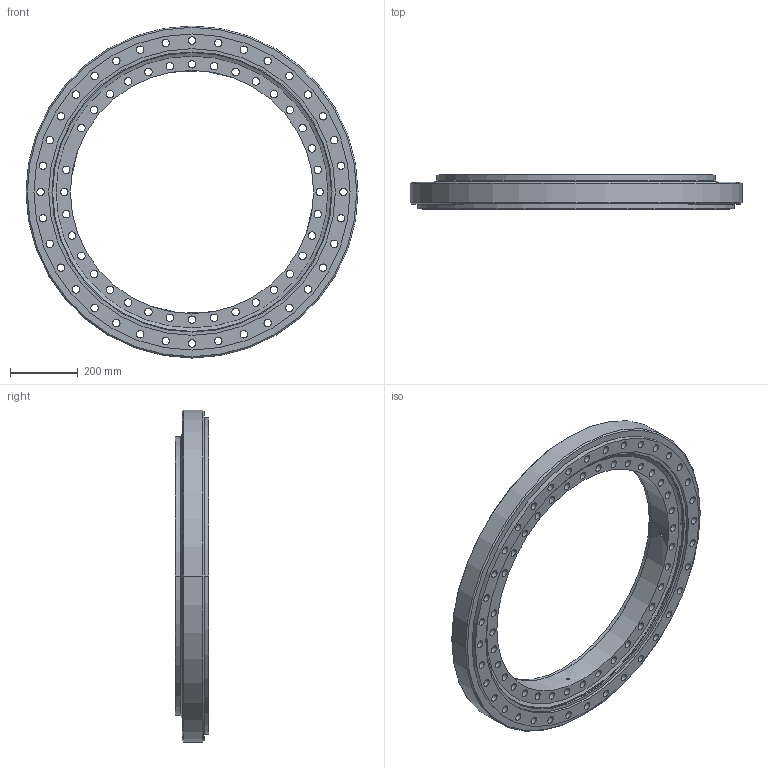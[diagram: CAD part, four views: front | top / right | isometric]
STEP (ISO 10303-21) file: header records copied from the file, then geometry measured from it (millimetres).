
FILE_DESCRIPTION (( 'STEP AP203' ), '1' );
FILE_NAME ('08-0823-08.STEP', '2017-12-27T13:36:56', ( 'defontaine' ), ( 'Hewlett-Packard Company' ), 'SwSTEP 2.0', 'SolidWorks 2016', '' );
FILE_SCHEMA (( 'CONFIG_CONTROL_DESIGN' ));
Length unit declared in the file: millimetre
Products named in the file (1): 08-0823-08
Bounding box: 979 x 100 x 979 mm (x, y, z)
Volume: 22025616.3 mm3; surface area: 2178840.3 mm2
Topology: 5 solids, 5 shells, 247 faces, 659 edges, 423 vertices
Faces by surface type: cylinder 178, torus 28, cone 24, plane 17
Entity records: 8791 total; most frequent: CARTESIAN_POINT 1934, DIRECTION 1540, ORIENTED_EDGE 1310, AXIS2_PLACEMENT_3D 669, EDGE_CURVE 655, VERTEX_POINT 423, CIRCLE 421, EDGE_LOOP 410
